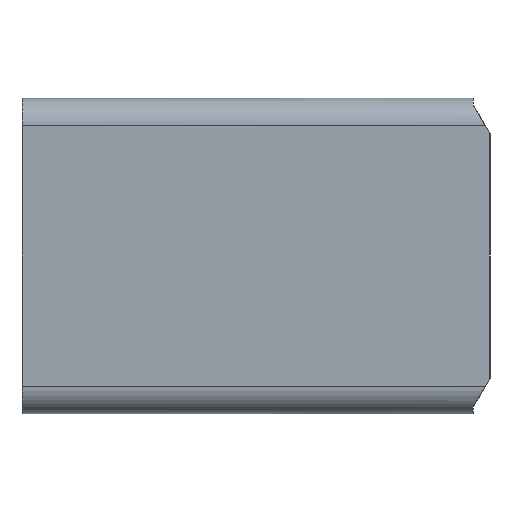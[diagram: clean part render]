
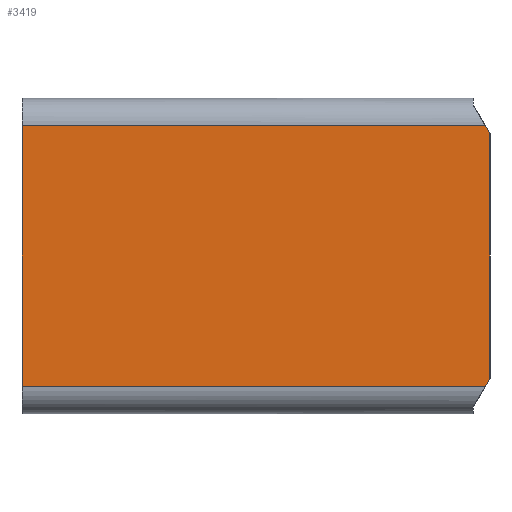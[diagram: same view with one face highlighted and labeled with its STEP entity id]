
A CAD part, left-side view. The second image highlights one B-rep face of the part: STEP entity #3419.
In plain terms, the highlighted planar face has unit normal (-1, 0, 0).
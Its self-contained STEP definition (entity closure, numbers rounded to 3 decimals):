
#5=DIRECTION('',(0.,0.,1.));
#6=VECTOR('',#5,8.822);
#7=CARTESIAN_POINT('',(-14.275,0.,-4.411));
#8=LINE('',#7,#6);
#173=DIRECTION('',(0.,0.,-1.));
#174=VECTOR('',#173,9.4);
#175=CARTESIAN_POINT('',(-14.275,16.9,4.7));
#176=LINE('',#175,#174);
#1070=CARTESIAN_POINT('',(-14.275,0.167,4.7));
#1072=DIRECTION('',(0.,-1.,0.));
#1073=VECTOR('',#1072,16.733);
#1074=CARTESIAN_POINT('',(-14.275,16.9,-4.7));
#1075=LINE('',#1074,#1073);
#1076=DIRECTION('',(0.,1.,0.));
#1077=VECTOR('',#1076,16.733);
#1078=CARTESIAN_POINT('',(-14.275,0.167,4.7));
#1079=LINE('',#1078,#1077);
#1080=DIRECTION('',(0.,0.5,0.866));
#1081=VECTOR('',#1080,0.334);
#1082=CARTESIAN_POINT('',(-14.275,0.,4.411));
#1083=LINE('',#1082,#1081);
#1084=DIRECTION('',(0.,-0.5,0.866));
#1085=VECTOR('',#1084,0.334);
#1086=CARTESIAN_POINT('',(-14.275,0.167,-4.7));
#1087=LINE('',#1086,#1085);
#1596=CARTESIAN_POINT('',(-14.275,0.,-4.411));
#1598=VERTEX_POINT('',#1596);
#1600=CARTESIAN_POINT('',(-14.275,0.,4.411));
#1602=VERTEX_POINT('',#1600);
#1626=CARTESIAN_POINT('',(-14.275,16.9,-4.7));
#1627=VERTEX_POINT('',#1626);
#1628=CARTESIAN_POINT('',(-14.275,0.167,-4.7));
#1629=VERTEX_POINT('',#1628);
#1637=VERTEX_POINT('',#1070);
#1638=CARTESIAN_POINT('',(-14.275,16.9,4.7));
#1639=VERTEX_POINT('',#1638);
#3404=CARTESIAN_POINT('',(-14.275,0.,-5.7));
#3405=DIRECTION('',(-1.,0.,0.));
#3406=DIRECTION('',(0.,0.,1.));
#3407=AXIS2_PLACEMENT_3D('',#3404,#3405,#3406);
#3408=PLANE('',#3407);
#3410=ORIENTED_EDGE('',*,*,#3409,.F.);
#3411=ORIENTED_EDGE('',*,*,#1787,.F.);
#3413=ORIENTED_EDGE('',*,*,#3412,.F.);
#3414=ORIENTED_EDGE('',*,*,#3395,.F.);
#3415=ORIENTED_EDGE('',*,*,#1647,.F.);
#3416=ORIENTED_EDGE('',*,*,#1667,.F.);
#3417=EDGE_LOOP('',(#3410,#3411,#3413,#3414,#3415,#3416));
#3418=FACE_OUTER_BOUND('',#3417,.F.);
#3419=ADVANCED_FACE('',(#3418),#3408,.T.);
#1647=EDGE_CURVE('',#1598,#1602,#8,.T.);
#1667=EDGE_CURVE('',#1629,#1598,#1087,.T.);
#1787=EDGE_CURVE('',#1639,#1627,#176,.T.);
#3395=EDGE_CURVE('',#1602,#1637,#1083,.T.);
#3409=EDGE_CURVE('',#1627,#1629,#1075,.T.);
#3412=EDGE_CURVE('',#1637,#1639,#1079,.T.);
